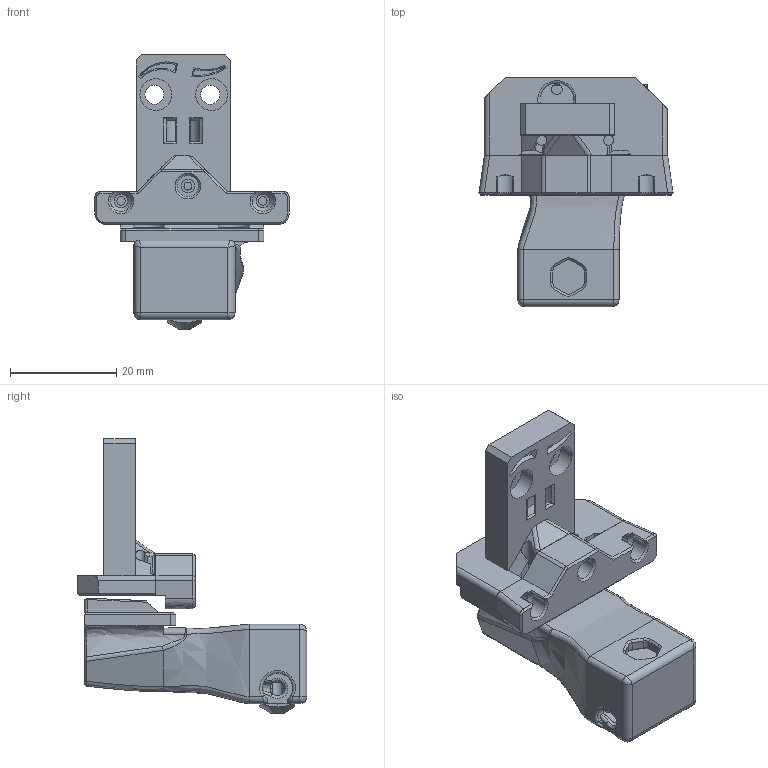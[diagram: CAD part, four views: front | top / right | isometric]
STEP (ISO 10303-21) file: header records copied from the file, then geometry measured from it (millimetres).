
FILE_DESCRIPTION(/* description */ ('STEP AP242','CAx-IF Rec.Pracs.---Representation and Presentation of Product Manufacturing Information (PMI)---4.0---2014-10-13','CAx-IF Rec.Pracs.---3D Tessellated Geometry---0.4---2014-09-14','2;1'),/* implementation_level */ '2;1');
FILE_NAME(/* name */ '644bb35be5f594535012fffc',/* time_stamp */ '2023-04-28T11:51:57+00:00',/* author */ (''),/* organization */ (''),/* preprocessor_version */ 'ST-DEVELOPER v18.102',/* originating_system */ ' ',/* authorisation */ ' ');
FILE_SCHEMA (('AP242_MANAGED_MODEL_BASED_3D_ENGINEERING_MIM_LF { 1 0 10303 442 1 1 4 }'));
Length unit declared in the file: metre
Products named in the file (5): NG_ABSB_mount; Klicky-00_SB - Probe_Body; KlickyNG-00_Cap; KlickyNG-00_Probe
Bounding box: 36.53 x 43.19 x 51.61 mm (x, y, z)
Volume: 15977.9 mm3; surface area: 10509.5 mm2
Topology: 5 solids, 5 shells, 713 faces, 1959 edges, 1257 vertices
Faces by surface type: plane 386, bspline 129, cylinder 116, cone 73, sphere 5, torus 4
Full cylindrical faces by diameter (mm): 1.5 x1, 1.6 x3, 1.9 x2, 2 x1, 2.5 x4, 2.8 x1, 3.6 x2, 3.8 x1, 4 x1, 6 x2, 6.4 x3
Entity records: 26962 total; most frequent: CARTESIAN_POINT 10201, ORIENTED_EDGE 3794, DIRECTION 2904, EDGE_CURVE 1897, VERTEX_POINT 1234, LINE 1016, VECTOR 1016, AXIS2_PLACEMENT_3D 944
